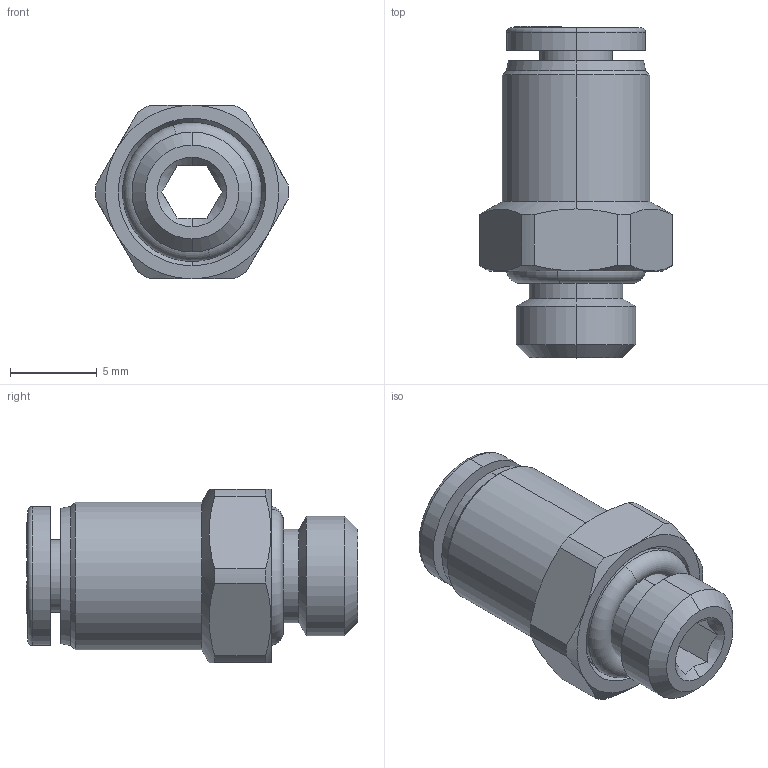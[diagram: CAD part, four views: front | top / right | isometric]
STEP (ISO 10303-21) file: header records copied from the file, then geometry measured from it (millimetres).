
FILE_DESCRIPTION (( 'STEP AP214' ), '1' );
FILE_NAME ('5602000007.STEP', '2016-05-24T06:54:27', ( '' ), ( '' ), 'SwSTEP 2.0', 'SolidWorks 2016', '' );
FILE_SCHEMA (( 'AUTOMOTIVE_DESIGN' ));
Length unit declared in the file: millimetre
Products named in the file (1): 5602000007
Bounding box: 11.1 x 19.1 x 10 mm (x, y, z)
Surface area: 920.8 mm2 (no closed solid volume)
Topology: 0 solids, 6 shells, 230 faces, 706 edges, 468 vertices
Faces by surface type: plane 141, bspline 41, cone 22, cylinder 18, torus 8
Entity records: 11208 total; most frequent: CARTESIAN_POINT 2804, ORIENTED_EDGE 1258, DIRECTION 1008, EDGE_CURVE 706, VERTEX_POINT 468, VECTOR 468, LINE 468, AXIS2_PLACEMENT_3D 270
